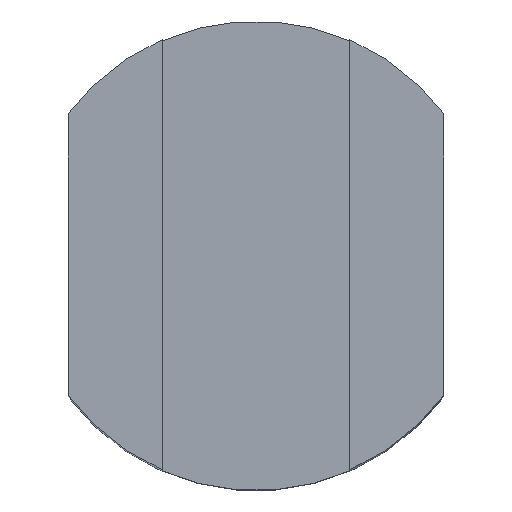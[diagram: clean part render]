
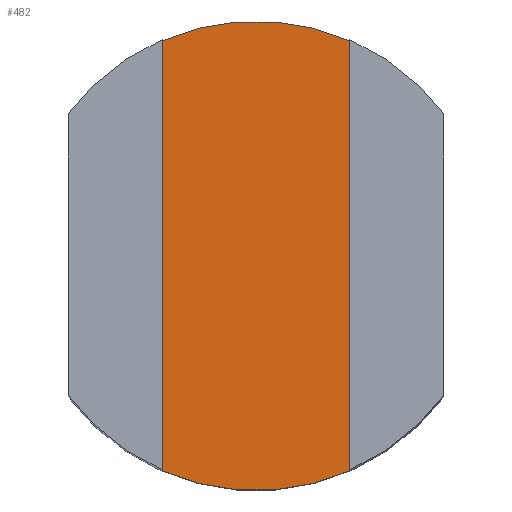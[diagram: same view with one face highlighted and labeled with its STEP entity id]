
A CAD part, top view. The second image highlights one B-rep face of the part: STEP entity #482.
In plain terms, the highlighted planar face has unit normal (0, 0, 1).
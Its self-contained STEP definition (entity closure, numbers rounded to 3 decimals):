
#22 = VERTEX_POINT ( 'NONE', #79 ) ;
#45 = AXIS2_PLACEMENT_3D ( 'NONE', #775, #526, #273 ) ;
#50 = DIRECTION ( 'NONE',  ( 0., 0., -1. ) ) ;
#57 = FACE_OUTER_BOUND ( 'NONE', #536, .T. ) ;
#71 = EDGE_CURVE ( 'NONE', #22, #74, #593, .T. ) ;
#74 = VERTEX_POINT ( 'NONE', #437 ) ;
#76 = CARTESIAN_POINT ( 'NONE',  ( 4., -10., 8.5 ) ) ;
#79 = CARTESIAN_POINT ( 'NONE',  ( 4., -9.165, 8.5 ) ) ;
#90 = LINE ( 'NONE', #281, #511 ) ;
#133 = DIRECTION ( 'NONE',  ( 0., 1., 0. ) ) ;
#169 = DIRECTION ( 'NONE',  ( 0., 0., -1. ) ) ;
#271 = VERTEX_POINT ( 'NONE', #516 ) ;
#273 = DIRECTION ( 'NONE',  ( -1., 0., 0. ) ) ;
#281 = CARTESIAN_POINT ( 'NONE',  ( -4., -10., 8.5 ) ) ;
#291 = DIRECTION ( 'NONE',  ( -1., 0., 0. ) ) ;
#336 = CARTESIAN_POINT ( 'NONE',  ( -4., -9.165, 8.5 ) ) ;
#342 = DIRECTION ( 'NONE',  ( 0., 1., 0. ) ) ;
#437 = CARTESIAN_POINT ( 'NONE',  ( 4., 9.165, 8.5 ) ) ;
#461 = EDGE_CURVE ( 'NONE', #557, #271, #90, .T. ) ;
#470 = ORIENTED_EDGE ( 'NONE', *, *, #71, .T. ) ;
#474 = CARTESIAN_POINT ( 'NONE',  ( -4., -10., 8.5 ) ) ;
#477 = ORIENTED_EDGE ( 'NONE', *, *, #461, .F. ) ;
#482 = ADVANCED_FACE ( 'NONE', ( #57 ), #776, .F. ) ;
#502 = EDGE_CURVE ( 'NONE', #271, #74, #529, .T. ) ;
#508 = EDGE_CURVE ( 'NONE', #22, #557, #559, .T. ) ;
#511 = VECTOR ( 'NONE', #342, 1000. ) ;
#516 = CARTESIAN_POINT ( 'NONE',  ( -4., 9.165, 8.5 ) ) ;
#526 = DIRECTION ( 'NONE',  ( 0., 0., -1. ) ) ;
#529 = CIRCLE ( 'NONE', #639, 10. ) ;
#536 = EDGE_LOOP ( 'NONE', ( #477, #576, #470, #697 ) ) ;
#557 = VERTEX_POINT ( 'NONE', #336 ) ;
#559 = CIRCLE ( 'NONE', #45, 10. ) ;
#576 = ORIENTED_EDGE ( 'NONE', *, *, #508, .F. ) ;
#577 = CARTESIAN_POINT ( 'NONE',  ( 0., 0., 8.5 ) ) ;
#593 = LINE ( 'NONE', #76, #740 ) ;
#596 = AXIS2_PLACEMENT_3D ( 'NONE', #474, #169, #291 ) ;
#639 = AXIS2_PLACEMENT_3D ( 'NONE', #577, #50, #648 ) ;
#648 = DIRECTION ( 'NONE',  ( -1., 0., 0. ) ) ;
#697 = ORIENTED_EDGE ( 'NONE', *, *, #502, .F. ) ;
#740 = VECTOR ( 'NONE', #133, 1000. ) ;
#775 = CARTESIAN_POINT ( 'NONE',  ( 0., 0., 8.5 ) ) ;
#776 = PLANE ( 'NONE',  #596 ) ;
